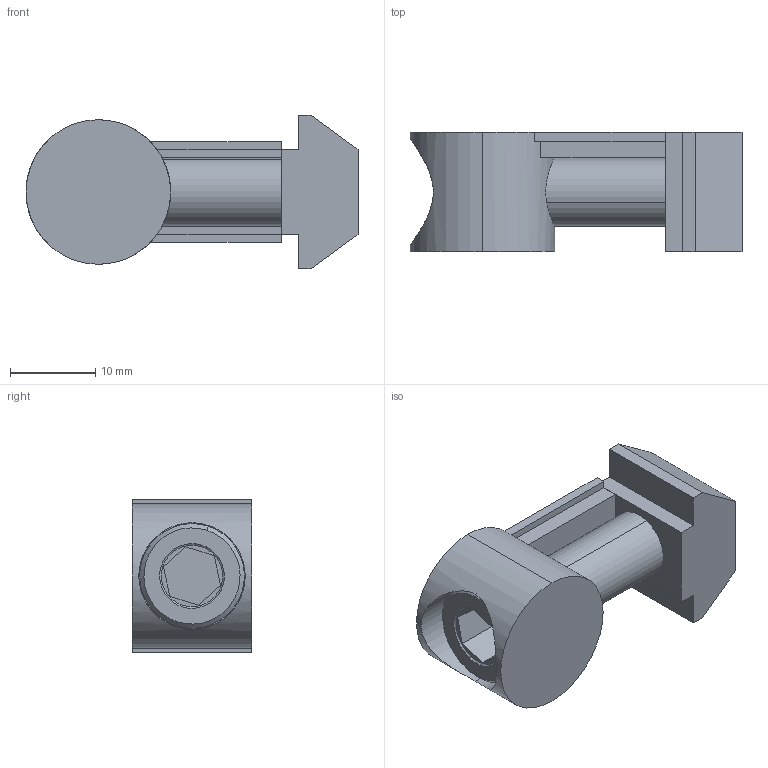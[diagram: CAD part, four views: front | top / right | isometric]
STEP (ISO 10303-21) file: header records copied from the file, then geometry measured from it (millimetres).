
FILE_DESCRIPTION (( 'STEP AP214' ), '1' );
FILE_NAME ('SNSD.30.52.73 Òîðöåâîé ñîåäèíèòåëü 40, ïàç10(B76).STEP', '2015-04-29T10:47:15', ( 'XTreme.ws' ), ( 'XTreme.ws' ), 'SwSTEP 2.0', 'SolidWorks 2014', '' );
FILE_SCHEMA (( 'AUTOMOTIVE_DESIGN' ));
Length unit declared in the file: millimetre
Products named in the file (7): SNSD.30.50.44 Âñòàâêà(B75), ïàç10B76_00; SNSD.30.50.46 栥矐蹞(B75)B76; SNSD.30.50.45 Áîëò(Â75)B76; SNSD.30.50.46 栥矐蹞(B75)B76_01; SNSD.30.52.73 Òîðöåâîé ñîåäèíèòåëü 40, ïàç10(B76); SNSD.30.50.45 Áîëò(Â75)B76_00; SNSD.30.50.44 Âñòàâêà(B75), ïàç10B76
Assembly tree (3 placements, depth 2):
  SNSD.30.50.46 栥矐蹞(B75)B76
  SNSD.30.50.45 Áîëò(Â75)B76
  SNSD.30.52.73 Òîðöåâîé ñîåäèíèòåëü 40, ïàç10(B76)
    SNSD.30.50.45 Áîëò(Â75)B76_00
    SNSD.30.50.44 Âñòàâêà(B75), ïàç10B76_00
    SNSD.30.50.46 栥矐蹞(B75)B76_01
  SNSD.30.50.44 Âñòàâêà(B75), ïàç10B76
Bounding box: 39 x 14 x 18 mm (x, y, z)
Volume: 5455.1 mm3; surface area: 4307.9 mm2
Topology: 3 solids, 3 shells, 59 faces, 138 edges, 88 vertices
Faces by surface type: plane 34, cylinder 13, cone 8, torus 4
Entity records: 2072 total; most frequent: CARTESIAN_POINT 453, DIRECTION 308, ORIENTED_EDGE 276, EDGE_CURVE 138, AXIS2_PLACEMENT_3D 110, VERTEX_POINT 88, VECTOR 88, LINE 88
